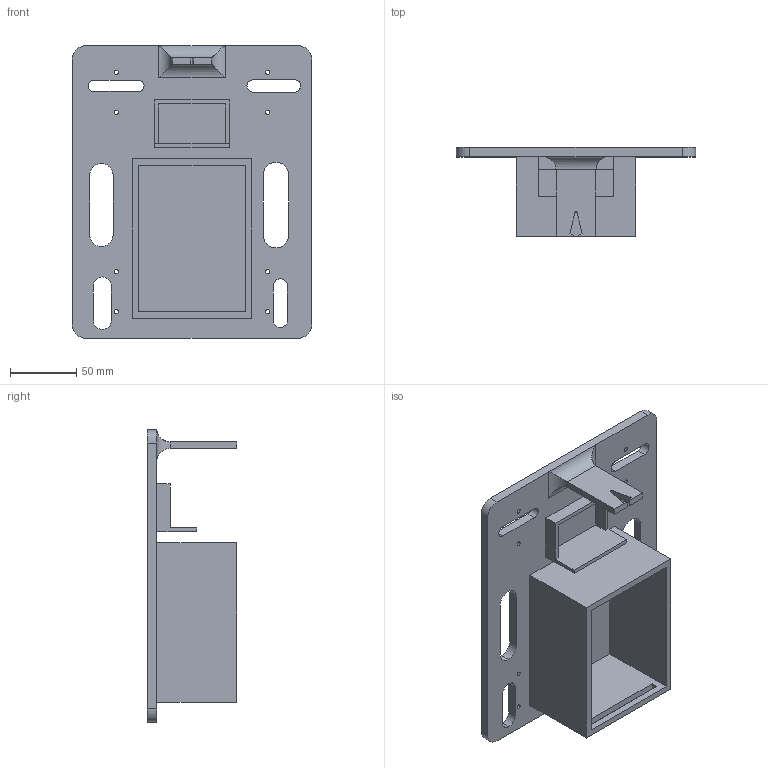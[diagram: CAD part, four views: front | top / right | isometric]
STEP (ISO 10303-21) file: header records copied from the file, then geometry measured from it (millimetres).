
FILE_DESCRIPTION (( 'STEP AP214' ), '1' );
FILE_NAME ('階脯唳掛2.STEP', '2024-07-09T05:21:34', ( '' ), ( '' ), 'SwSTEP 2.0', 'SolidWorks 2021', '' );
FILE_SCHEMA (( 'AUTOMOTIVE_DESIGN' ));
Length unit declared in the file: millimetre
Products named in the file (1): 階脯唳掛2
Bounding box: 180 x 67 x 220 mm (x, y, z)
Volume: 387191.6 mm3; surface area: 139927 mm2
Topology: 1 solids, 1 shells, 95 faces, 266 edges, 176 vertices
Faces by surface type: plane 53, cylinder 42
Entity records: 3214 total; most frequent: CARTESIAN_POINT 602, ORIENTED_EDGE 532, DIRECTION 532, EDGE_CURVE 266, LINE 184, VECTOR 184, VERTEX_POINT 176, AXIS2_PLACEMENT_3D 174
